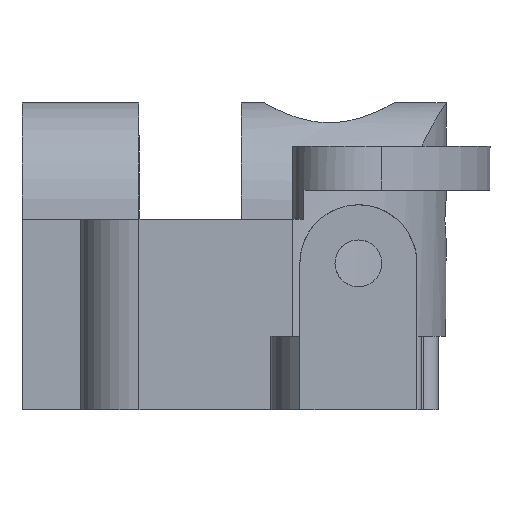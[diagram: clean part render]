
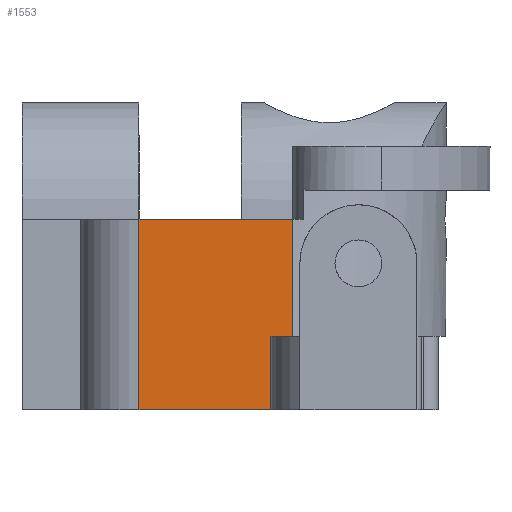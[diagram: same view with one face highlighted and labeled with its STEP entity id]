
A CAD part, left-side view. The second image highlights one B-rep face of the part: STEP entity #1553.
In plain terms, the highlighted planar face has unit normal (1, 0, 0).
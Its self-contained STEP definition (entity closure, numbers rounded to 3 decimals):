
#39=PLANE('',#1694);
#138=FACE_OUTER_BOUND('',#224,.T.);
#224=EDGE_LOOP('',(#1219,#1220,#1221,#1222,#1223));
#273=LINE('',#2192,#422);
#322=LINE('',#2731,#471);
#356=LINE('',#2871,#505);
#368=LINE('',#2899,#517);
#369=LINE('',#2900,#518);
#422=VECTOR('',#1757,10.);
#471=VECTOR('',#1898,10.);
#505=VECTOR('',#1990,10.);
#517=VECTOR('',#2022,10.);
#518=VECTOR('',#2023,10.);
#637=VERTEX_POINT('',#2189);
#638=VERTEX_POINT('',#2191);
#709=VERTEX_POINT('',#2729);
#710=VERTEX_POINT('',#2730);
#753=VERTEX_POINT('',#2870);
#790=EDGE_CURVE('',#638,#637,#273,.T.);
#879=EDGE_CURVE('',#709,#710,#322,.T.);
#929=EDGE_CURVE('',#637,#753,#356,.T.);
#945=EDGE_CURVE('',#638,#710,#368,.T.);
#946=EDGE_CURVE('',#753,#709,#369,.T.);
#1219=ORIENTED_EDGE('',*,*,#879,.T.);
#1220=ORIENTED_EDGE('',*,*,#945,.F.);
#1221=ORIENTED_EDGE('',*,*,#790,.T.);
#1222=ORIENTED_EDGE('',*,*,#929,.T.);
#1223=ORIENTED_EDGE('',*,*,#946,.T.);
#1553=ADVANCED_FACE('',(#138),#39,.F.);
#1694=AXIS2_PLACEMENT_3D('',#2898,#2020,#2021);
#1757=DIRECTION('',(0.,0.,-1.));
#1898=DIRECTION('',(0.,0.,1.));
#1990=DIRECTION('',(0.,0.,-1.));
#2020=DIRECTION('center_axis',(-1.,0.,0.));
#2021=DIRECTION('ref_axis',(0.,0.,1.));
#2022=DIRECTION('',(0.,1.,0.));
#2023=DIRECTION('',(0.,1.,0.));
#2189=CARTESIAN_POINT('',(-12.339,2.5,5.));
#2191=CARTESIAN_POINT('',(-12.339,2.5,13.));
#2192=CARTESIAN_POINT('',(-12.339,2.5,13.));
#2729=CARTESIAN_POINT('',(-12.339,13.,0.));
#2730=CARTESIAN_POINT('',(-12.339,13.,13.));
#2731=CARTESIAN_POINT('',(-12.339,13.,0.));
#2870=CARTESIAN_POINT('',(-12.339,2.5,0.));
#2871=CARTESIAN_POINT('',(-12.339,2.5,5.));
#2898=CARTESIAN_POINT('Origin',(-12.339,9.75,16.));
#2899=CARTESIAN_POINT('',(-12.339,2.5,13.));
#2900=CARTESIAN_POINT('',(-12.339,2.5,0.));
